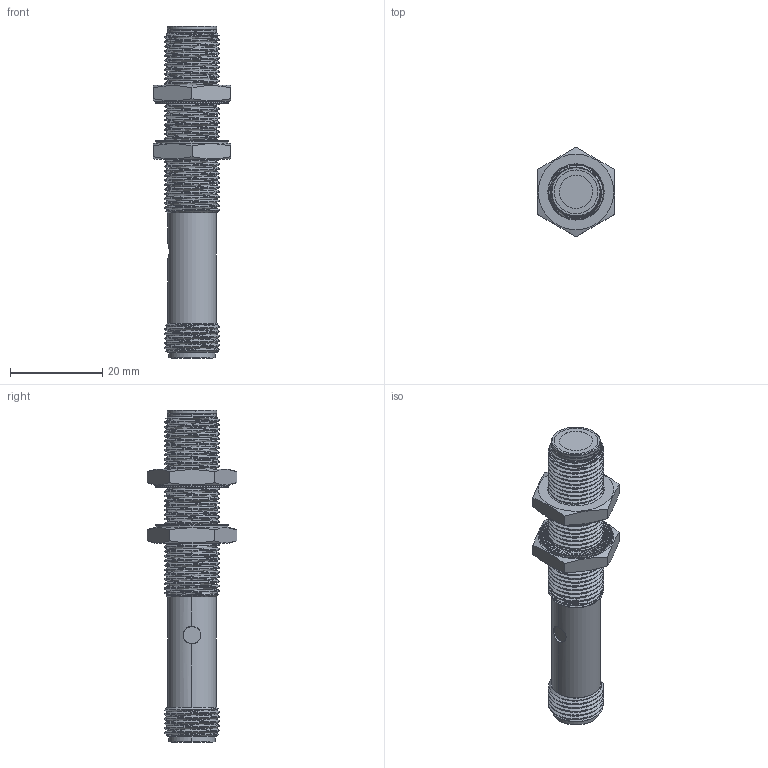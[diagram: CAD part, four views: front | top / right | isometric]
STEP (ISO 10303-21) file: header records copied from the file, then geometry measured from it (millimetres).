
FILE_DESCRIPTION (( 'STEP AP214' ), '1' );
FILE_NAME ('PXUS400-12IV1_3D.step', '2023-06-21T22:46:29', ( '' ), ( '' ), 'SwSTEP 2.0', 'SolidWorks 2022', '' );
FILE_SCHEMA (( 'AUTOMOTIVE_DESIGN' ));
Length unit declared in the file: inch
Products named in the file (7): PXUS400-12IV1_3D; M12ÂÞÃ±; M12Ì½Í·; PXUS400-12IV1; ²åÕë¿Ç; º½¿Õ²å¼°Õë; ²åÕë
Assembly tree (11 placements, depth 3):
  PXUS400-12IV1_3D
    PXUS400-12IV1
    M12Ì½Í·
    º½¿Õ²å¼°Õë
      ²åÕë¿Ç
      ²åÕë  x5
    M12ÂÞÃ±  x2
Bounding box: 16.8 x 19.4 x 72 mm (x, y, z)
Volume: 2535.5 mm3; surface area: 9993.2 mm2
Topology: 9 solids, 11 shells, 625 faces, 1696 edges, 1109 vertices
Faces by surface type: cylinder 332, plane 219, cone 46, bspline 28
Entity records: 28656 total; most frequent: CARTESIAN_POINT 19180, ORIENTED_EDGE 2115, DIRECTION 1769, EDGE_CURVE 1059, AXIS2_PLACEMENT_3D 706, VERTEX_POINT 693, EDGE_LOOP 415, FACE_OUTER_BOUND 388
